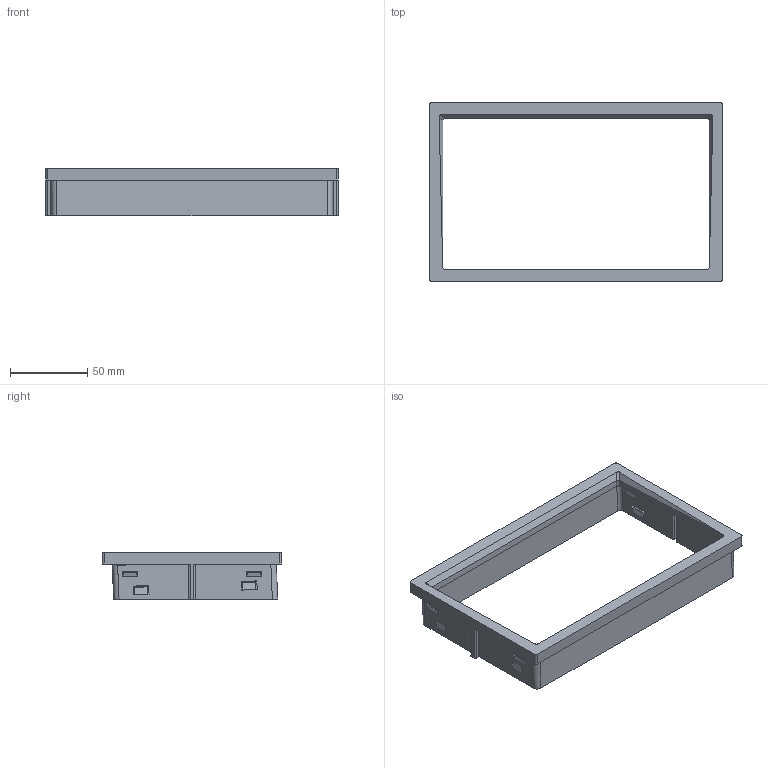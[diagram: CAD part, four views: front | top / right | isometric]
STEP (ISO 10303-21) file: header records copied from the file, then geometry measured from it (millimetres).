
FILE_DESCRIPTION(/* description */ (''),/* implementation_level */ '2;1');
FILE_NAME(/* name */ 'angled_dash_kit_for_atoto_and_vw_mkiv.stp',/* time_stamp */ '2022-06-18T15:43:07-07:00',/* author */ ('Andrew'),/* organization */ (''),/* preprocessor_version */ 'ST-DEVELOPER v18.1',/* originating_system */ 'Autodesk Inventor 2021',/* authorisation */ '');
FILE_SCHEMA (('AUTOMOTIVE_DESIGN { 1 0 10303 214 3 1 1 }'));
Length unit declared in the file: millimetre
Products named in the file (1): vw_mk4_double_din_adapter_angled_v2
Bounding box: 189 x 116 x 31 mm (x, y, z)
Volume: 34910.3 mm3; surface area: 53795.6 mm2
Topology: 1 solids, 1 shells, 154 faces, 395 edges, 260 vertices
Faces by surface type: plane 114, cylinder 40
Entity records: 4714 total; most frequent: CARTESIAN_POINT 850, ORIENTED_EDGE 790, DIRECTION 779, EDGE_CURVE 395, LINE 313, VECTOR 313, VERTEX_POINT 260, AXIS2_PLACEMENT_3D 233
